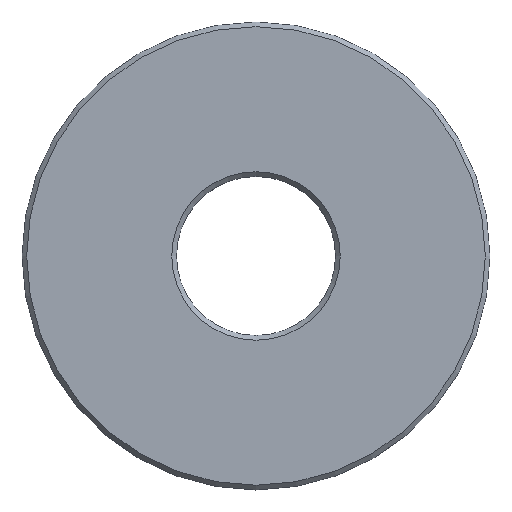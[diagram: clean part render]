
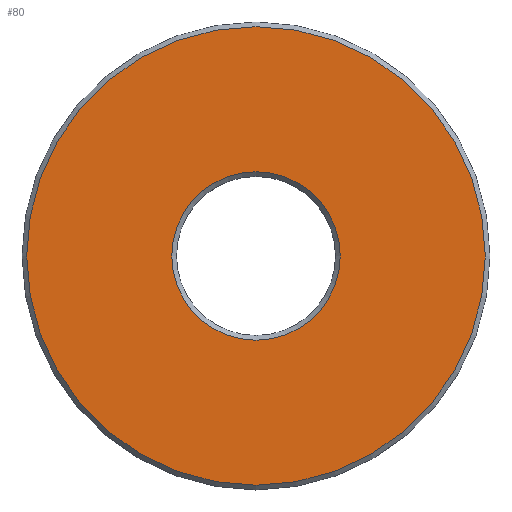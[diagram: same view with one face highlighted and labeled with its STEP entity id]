
A CAD part, top view. The second image highlights one B-rep face of the part: STEP entity #80.
In plain terms, the highlighted planar face has unit normal (0, 0, 1).
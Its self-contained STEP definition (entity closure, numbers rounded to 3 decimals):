
#80 = ADVANCED_FACE( '', ( #99, #100 ), #101, .T. );
#99 = FACE_BOUND( '', #123, .T. );
#100 = FACE_OUTER_BOUND( '', #124, .T. );
#101 = PLANE( '', #125 );
#123 = EDGE_LOOP( '', ( #157 ) );
#124 = EDGE_LOOP( '', ( #158 ) );
#125 = AXIS2_PLACEMENT_3D( '', #159, #160, #161 );
#157 = ORIENTED_EDGE( '', *, *, #179, .T. );
#158 = ORIENTED_EDGE( '', *, *, #176, .T. );
#159 = CARTESIAN_POINT( '', ( 0., 0., 5. ) );
#160 = DIRECTION( '', ( 0., 0., 1. ) );
#161 = DIRECTION( '', ( 1., 0., 0. ) );
#176 = EDGE_CURVE( '', #188, #188, #189, .T. );
#179 = EDGE_CURVE( '', #194, #194, #195, .F. );
#188 = VERTEX_POINT( '', #204 );
#189 = CIRCLE( '', #205, 24.5 );
#194 = VERTEX_POINT( '', #210 );
#195 = CIRCLE( '', #211, 9. );
#204 = CARTESIAN_POINT( '', ( 24.5, 0., 5. ) );
#205 = AXIS2_PLACEMENT_3D( '', #224, #225, #226 );
#210 = CARTESIAN_POINT( '', ( 9., 0., 5. ) );
#211 = AXIS2_PLACEMENT_3D( '', #233, #234, #235 );
#224 = CARTESIAN_POINT( '', ( 0., 0., 5. ) );
#225 = DIRECTION( '', ( 0., 0., 1. ) );
#226 = DIRECTION( '', ( 1., 0., 0. ) );
#233 = CARTESIAN_POINT( '', ( 0., 0., 5. ) );
#234 = DIRECTION( '', ( 0., 0., 1. ) );
#235 = DIRECTION( '', ( 1., 0., 0. ) );
